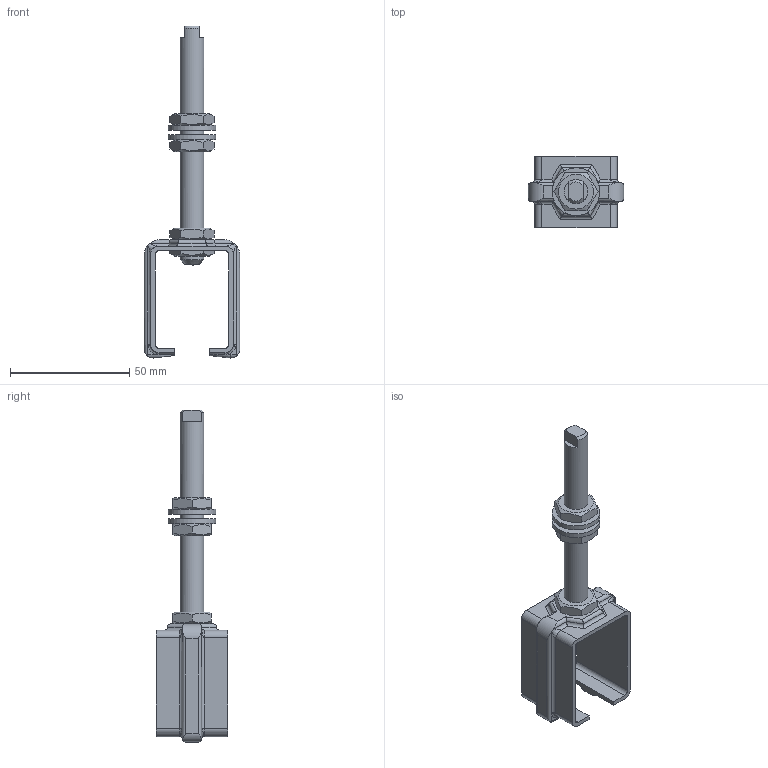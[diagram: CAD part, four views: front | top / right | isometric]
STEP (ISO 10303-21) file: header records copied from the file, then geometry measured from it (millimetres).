
FILE_DESCRIPTION(/* description */ (''),/* implementation_level */ '2;1');
FILE_NAME(/* name */ '3531L.stp',/* time_stamp */ '2020-07-22T10:58:59+02:00',/* author */ ('DBARI'),/* organization */ (''),/* preprocessor_version */ 'ST-DEVELOPER v17.2',/* originating_system */ 'Autodesk Inventor 2019',/* authorisation */ '');
FILE_SCHEMA (('AUTOMOTIVE_DESIGN { 1 0 10303 214 3 1 1 }'));
Length unit declared in the file: millimetre
Products named in the file (5): 3531L; 14464; 14974-A; ISO 7089 - 10 - 140 HV; ISO 4035 - M10
Assembly tree (8 placements, depth 2):
  3531L
    14464
    14974-A
    ISO 4035 - M10  x4
    ISO 7089 - 10 - 140 HV  x2
Bounding box: 40 x 30 x 139.2 mm (x, y, z)
Volume: 21673.8 mm3; surface area: 16425 mm2
Topology: 8 solids, 8 shells, 176 faces, 443 edges, 279 vertices
Faces by surface type: plane 76, cylinder 62, cone 20, bspline 14, torus 4
Full cylindrical faces by diameter (mm): 8.376 x4, 10 x1, 10.1 x1, 10.5 x2, 20 x2
Entity records: 5082 total; most frequent: CARTESIAN_POINT 1735, ORIENTED_EDGE 672, DIRECTION 647, EDGE_CURVE 336, AXIS2_PLACEMENT_3D 241, VERTEX_POINT 212, LINE 165, VECTOR 165
